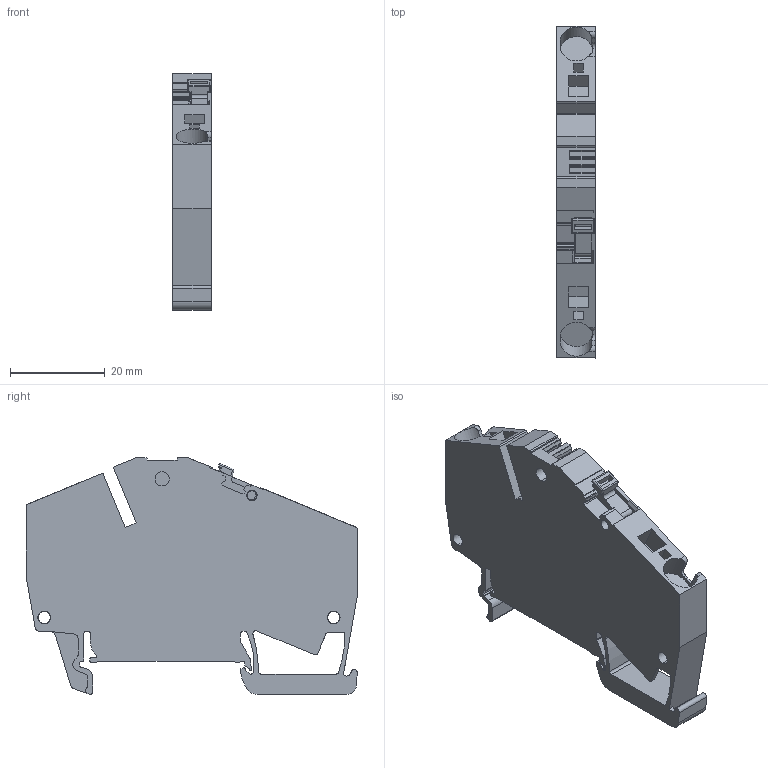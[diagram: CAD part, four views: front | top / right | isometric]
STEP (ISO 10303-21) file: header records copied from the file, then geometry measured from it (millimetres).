
FILE_DESCRIPTION(('CATIA V5R22 STEP214','CAx-IF Rec.Pracs.--- Model Styling and Organization---1.4--- 2014-01-23'),'2;1');
FILE_NAME ('003709-2_0', '2021-04-12T09:06:31+00:00', ('Weidmueller Interface'), ('Weidmueller'), 'CATIA Version 5-6 Release 2016 SP3 HF44', 'CATIA V5 STEP AP214', 'none');
FILE_SCHEMA(('AUTOMOTIVE_DESIGN { 1 0 10303 214 1 1 1 1 }'));
Length unit declared in the file: millimetre
Products named in the file (1): ZTR6-2_TR_AllCATPart
Bounding box: 8.1 x 69.95 x 49.96 mm (x, y, z)
Volume: 19112.2 mm3; surface area: 9182.2 mm2
Topology: 2 solids, 2 shells, 341 faces, 996 edges, 661 vertices
Faces by surface type: plane 200, cylinder 133, torus 4, cone 2, bspline 2
Entity records: 11283 total; most frequent: CARTESIAN_POINT 2475, ORIENTED_EDGE 1988, DIRECTION 1532, EDGE_CURVE 994, VECTOR 687, LINE 687, VERTEX_POINT 661, AXIS2_PLACEMENT_3D 550
